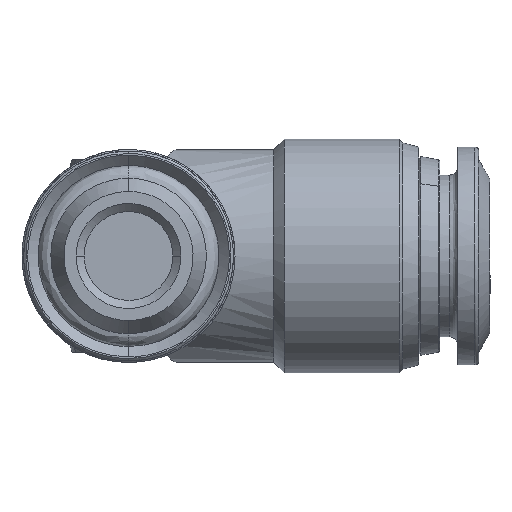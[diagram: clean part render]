
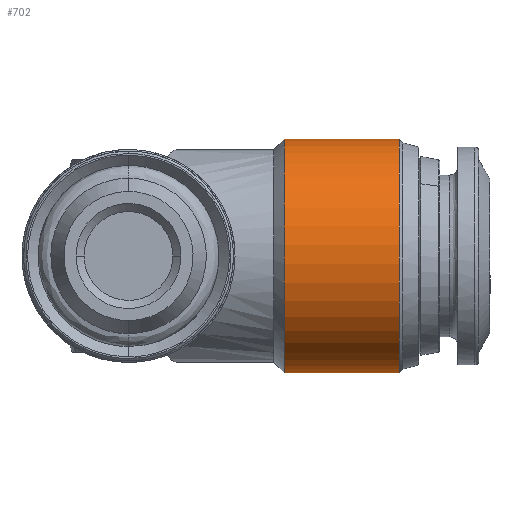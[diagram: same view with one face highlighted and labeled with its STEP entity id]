
A CAD part, front view. The second image highlights one B-rep face of the part: STEP entity #702.
In plain terms, the highlighted free-form (B-spline) face has degree [1, 3] with [2, 4] control points.
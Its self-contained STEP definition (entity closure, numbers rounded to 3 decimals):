
#92 = CARTESIAN_POINT ( 'NONE',  ( 9.65, -14.5, -7.25 ) ) ;
#165 = EDGE_CURVE ( 'NONE', #7113, #2839, #3607, .T. ) ;
#276 = FACE_OUTER_BOUND ( 'NONE', #6940, .T. ) ;
#379 = CARTESIAN_POINT ( 'NONE',  ( 9.65, -14.5, -7.25 ) ) ;
#526 = ORIENTED_EDGE ( 'NONE', *, *, #3194, .F. ) ;
#702 = ADVANCED_FACE ( 'NONE', ( #276 ), #4262, .F. ) ;
#745 = CARTESIAN_POINT ( 'NONE',  ( 16.768, -14.5, 7.25 ) ) ;
#842 = VERTEX_POINT ( 'NONE', #3905 ) ;
#1024 = EDGE_CURVE ( 'NONE', #7113, #842, #4795, .T. ) ;
#1461 = CARTESIAN_POINT ( 'NONE',  ( 16.768, -14.5, -7.25 ) ) ;
#1833 =( BOUNDED_CURVE ( )  B_SPLINE_CURVE ( 3, ( #4072, #745, #4046, #4656 ),
 .UNSPECIFIED., .F., .F. ) 
 B_SPLINE_CURVE_WITH_KNOTS ( ( 4, 4 ),
 ( -3.142, 0. ),
 .UNSPECIFIED. ) 
 CURVE ( )  GEOMETRIC_REPRESENTATION_ITEM ( )  RATIONAL_B_SPLINE_CURVE ( ( 1., 0.333, 0.333, 1. ) ) 
 REPRESENTATION_ITEM ( '' )  );
#1978 = CARTESIAN_POINT ( 'NONE',  ( 9.65, 0., -7.25 ) ) ;
#2619 = CARTESIAN_POINT ( 'NONE',  ( 9.65, 0., -7.25 ) ) ;
#2839 = VERTEX_POINT ( 'NONE', #5301 ) ;
#2880 = CARTESIAN_POINT ( 'NONE',  ( 9.65, 0., -7.25 ) ) ;
#3071 = EDGE_CURVE ( 'NONE', #842, #3890, #1833, .T. ) ;
#3194 = EDGE_CURVE ( 'NONE', #3890, #2839, #5253, .T. ) ;
#3607 =( BOUNDED_CURVE ( )  B_SPLINE_CURVE ( 3, ( #5628, #6164, #92, #2880 ),
 .UNSPECIFIED., .F., .F. ) 
 B_SPLINE_CURVE_WITH_KNOTS ( ( 4, 4 ),
 ( -3.142, 0. ),
 .UNSPECIFIED. ) 
 CURVE ( )  GEOMETRIC_REPRESENTATION_ITEM ( )  RATIONAL_B_SPLINE_CURVE ( ( 1., 0.333, 0.333, 1. ) ) 
 REPRESENTATION_ITEM ( '' )  );
#3704 = CARTESIAN_POINT ( 'NONE',  ( 9.65, -14.5, 7.25 ) ) ;
#3750 = CARTESIAN_POINT ( 'NONE',  ( 16.768, -14.5, 7.25 ) ) ;
#3775 = CARTESIAN_POINT ( 'NONE',  ( 9.65, 0., 7.25 ) ) ;
#3890 = VERTEX_POINT ( 'NONE', #5991 ) ;
#3905 = CARTESIAN_POINT ( 'NONE',  ( 16.768, 0., 7.25 ) ) ;
#4046 = CARTESIAN_POINT ( 'NONE',  ( 16.768, -14.5, -7.25 ) ) ;
#4072 = CARTESIAN_POINT ( 'NONE',  ( 16.768, 0., 7.25 ) ) ;
#4245 = CARTESIAN_POINT ( 'NONE',  ( 16.768, 0., -7.25 ) ) ;
#4262 =( BOUNDED_SURFACE ( )  B_SPLINE_SURFACE ( 1, 3, ( 
 ( #5998, #1461, #3750, #4853 ),
 ( #2619, #379, #3704, #3775 ) ),
 .UNSPECIFIED., .F., .F., .F. ) 
 B_SPLINE_SURFACE_WITH_KNOTS ( ( 2, 2 ),
 ( 4, 4 ),
 ( 0., 1. ),
 ( 0., 1. ),
 .UNSPECIFIED. ) 
 GEOMETRIC_REPRESENTATION_ITEM ( )  RATIONAL_B_SPLINE_SURFACE ( (
 ( 1., 0.333, 0.333, 1.),
 ( 1., 0.333, 0.333, 1.) ) ) 
 REPRESENTATION_ITEM ( '' )  SURFACE ( )  );
#4656 = CARTESIAN_POINT ( 'NONE',  ( 16.768, 0., -7.25 ) ) ;
#4795 = B_SPLINE_CURVE_WITH_KNOTS ( 'NONE', 1,
 ( #5902, #6691 ),
 .UNSPECIFIED., .F., .F.,
 ( 2, 2 ),
 ( -1., 0. ),
 .UNSPECIFIED. ) ;
#4853 = CARTESIAN_POINT ( 'NONE',  ( 16.768, 0., 7.25 ) ) ;
#4964 = ORIENTED_EDGE ( 'NONE', *, *, #1024, .F. ) ;
#5253 = B_SPLINE_CURVE_WITH_KNOTS ( 'NONE', 1,
 ( #4245, #1978 ),
 .UNSPECIFIED., .F., .F.,
 ( 2, 2 ),
 ( -1., 0. ),
 .UNSPECIFIED. ) ;
#5301 = CARTESIAN_POINT ( 'NONE',  ( 9.65, 0., -7.25 ) ) ;
#5628 = CARTESIAN_POINT ( 'NONE',  ( 9.65, 0., 7.25 ) ) ;
#5856 = ORIENTED_EDGE ( 'NONE', *, *, #165, .T. ) ;
#5902 = CARTESIAN_POINT ( 'NONE',  ( 9.65, 0., 7.25 ) ) ;
#5991 = CARTESIAN_POINT ( 'NONE',  ( 16.768, 0., -7.25 ) ) ;
#5998 = CARTESIAN_POINT ( 'NONE',  ( 16.768, 0., -7.25 ) ) ;
#6164 = CARTESIAN_POINT ( 'NONE',  ( 9.65, -14.5, 7.25 ) ) ;
#6173 = CARTESIAN_POINT ( 'NONE',  ( 9.65, 0., 7.25 ) ) ;
#6691 = CARTESIAN_POINT ( 'NONE',  ( 16.768, 0., 7.25 ) ) ;
#6742 = ORIENTED_EDGE ( 'NONE', *, *, #3071, .F. ) ;
#6940 = EDGE_LOOP ( 'NONE', ( #6742, #4964, #5856, #526 ) ) ;
#7113 = VERTEX_POINT ( 'NONE', #6173 ) ;
